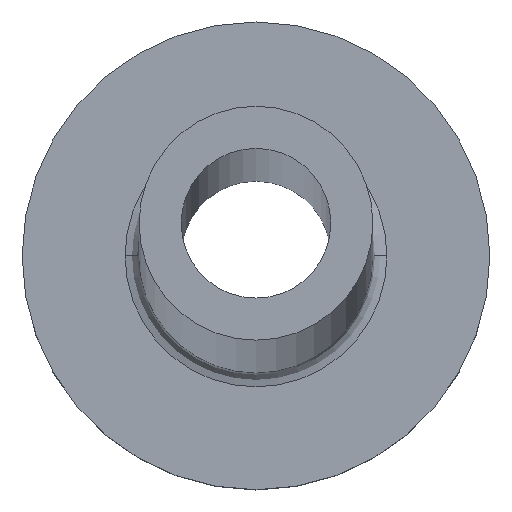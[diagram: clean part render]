
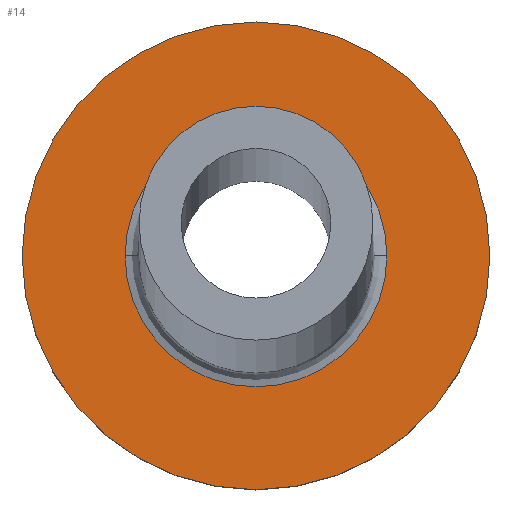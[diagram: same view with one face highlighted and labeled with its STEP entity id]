
A CAD part, top view. The second image highlights one B-rep face of the part: STEP entity #14.
In plain terms, the highlighted planar face has unit normal (0, 0, 1).
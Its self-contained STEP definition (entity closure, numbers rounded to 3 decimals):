
#2 = VERTEX_POINT ( 'NONE', #36 ) ;
#7 = CARTESIAN_POINT ( 'NONE',  ( 0., 0., 3. ) ) ;
#11 = CARTESIAN_POINT ( 'NONE',  ( 2.8, 0., 3. ) ) ;
#12 = PLANE ( 'NONE',  #251 ) ;
#14 = ADVANCED_FACE ( 'NONE', ( #179, #141 ), #12, .T. ) ;
#16 = AXIS2_PLACEMENT_3D ( 'NONE', #7, #352, #146 ) ;
#21 = DIRECTION ( 'NONE',  ( 0., 0., 1. ) ) ;
#27 = AXIS2_PLACEMENT_3D ( 'NONE', #48, #21, #280 ) ;
#29 = VERTEX_POINT ( 'NONE', #224 ) ;
#31 = ORIENTED_EDGE ( 'NONE', *, *, #183, .T. ) ;
#36 = CARTESIAN_POINT ( 'NONE',  ( -5., 0., 3. ) ) ;
#48 = CARTESIAN_POINT ( 'NONE',  ( 0., 0., 3. ) ) ;
#54 = EDGE_CURVE ( 'NONE', #29, #279, #208, .T. ) ;
#62 = VERTEX_POINT ( 'NONE', #96 ) ;
#91 = DIRECTION ( 'NONE',  ( 0., 0., -1. ) ) ;
#96 = CARTESIAN_POINT ( 'NONE',  ( 5., 0., 3. ) ) ;
#104 = EDGE_LOOP ( 'NONE', ( #257, #31 ) ) ;
#122 = CARTESIAN_POINT ( 'NONE',  ( 0., 0., 3. ) ) ;
#131 = DIRECTION ( 'NONE',  ( 1., 0., 0. ) ) ;
#139 = DIRECTION ( 'NONE',  ( 0., 0., -1. ) ) ;
#141 = FACE_OUTER_BOUND ( 'NONE', #104, .T. ) ;
#146 = DIRECTION ( 'NONE',  ( 1., 0., 0. ) ) ;
#149 = AXIS2_PLACEMENT_3D ( 'NONE', #122, #91, #305 ) ;
#157 = EDGE_LOOP ( 'NONE', ( #319, #340 ) ) ;
#175 = DIRECTION ( 'NONE',  ( 0., 0., 1. ) ) ;
#179 = FACE_BOUND ( 'NONE', #157, .T. ) ;
#183 = EDGE_CURVE ( 'NONE', #62, #2, #231, .T. ) ;
#208 = CIRCLE ( 'NONE', #149, 2.8 ) ;
#224 = CARTESIAN_POINT ( 'NONE',  ( -2.8, 0., 3. ) ) ;
#231 = CIRCLE ( 'NONE', #16, 5. ) ;
#234 = AXIS2_PLACEMENT_3D ( 'NONE', #343, #139, #254 ) ;
#251 = AXIS2_PLACEMENT_3D ( 'NONE', #301, #175, #131 ) ;
#254 = DIRECTION ( 'NONE',  ( 1., 0., 0. ) ) ;
#255 = EDGE_CURVE ( 'NONE', #279, #29, #356, .T. ) ;
#257 = ORIENTED_EDGE ( 'NONE', *, *, #339, .T. ) ;
#262 = CIRCLE ( 'NONE', #27, 5. ) ;
#279 = VERTEX_POINT ( 'NONE', #11 ) ;
#280 = DIRECTION ( 'NONE',  ( 1., 0., 0. ) ) ;
#301 = CARTESIAN_POINT ( 'NONE',  ( 0., 0., 3. ) ) ;
#305 = DIRECTION ( 'NONE',  ( 1., 0., 0. ) ) ;
#319 = ORIENTED_EDGE ( 'NONE', *, *, #255, .T. ) ;
#339 = EDGE_CURVE ( 'NONE', #2, #62, #262, .T. ) ;
#340 = ORIENTED_EDGE ( 'NONE', *, *, #54, .T. ) ;
#343 = CARTESIAN_POINT ( 'NONE',  ( 0., 0., 3. ) ) ;
#352 = DIRECTION ( 'NONE',  ( 0., 0., 1. ) ) ;
#356 = CIRCLE ( 'NONE', #234, 2.8 ) ;
